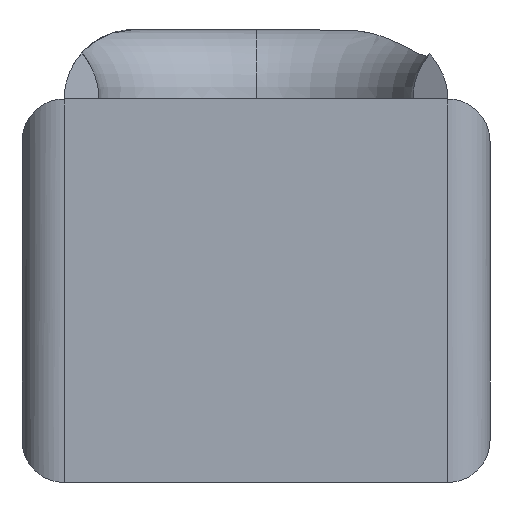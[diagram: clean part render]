
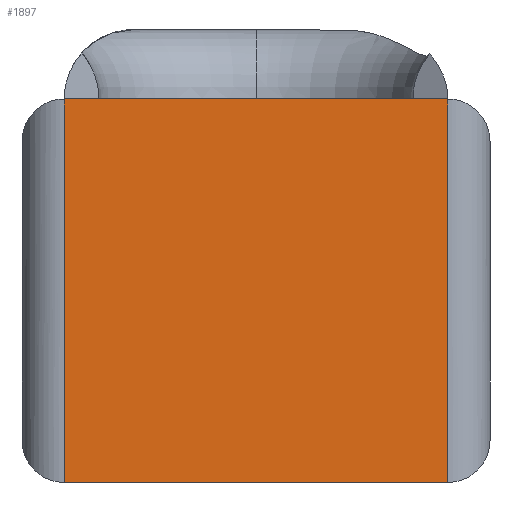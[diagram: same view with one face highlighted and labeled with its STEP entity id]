
A CAD part, left-side view. The second image highlights one B-rep face of the part: STEP entity #1897.
In plain terms, the highlighted planar face has unit normal (-1, 0, 0).
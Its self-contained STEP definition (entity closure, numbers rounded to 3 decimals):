
#18 = VECTOR ( 'NONE', #1983, 1000. ) ;
#71 = DIRECTION ( 'NONE',  ( 0., -1., 0. ) ) ;
#81 = LINE ( 'NONE', #1362, #449 ) ;
#113 = EDGE_CURVE ( 'NONE', #453, #1752, #81, .T. ) ;
#120 = CARTESIAN_POINT ( 'NONE',  ( -40., 6.35, -6.35 ) ) ;
#155 = LINE ( 'NONE', #1563, #1361 ) ;
#170 = ORIENTED_EDGE ( 'NONE', *, *, #443, .T. ) ;
#183 = PLANE ( 'NONE',  #1007 ) ;
#194 = ORIENTED_EDGE ( 'NONE', *, *, #737, .F. ) ;
#332 = DIRECTION ( 'NONE',  ( 0., 1., 0. ) ) ;
#439 = LINE ( 'NONE', #541, #18 ) ;
#443 = EDGE_CURVE ( 'NONE', #875, #1752, #155, .T. ) ;
#445 = DIRECTION ( 'NONE',  ( 0., -1., 0. ) ) ;
#449 = VECTOR ( 'NONE', #1126, 1000. ) ;
#453 = VERTEX_POINT ( 'NONE', #1721 ) ;
#541 = CARTESIAN_POINT ( 'NONE',  ( -40., 6.35, 6.35 ) ) ;
#614 = CARTESIAN_POINT ( 'NONE',  ( -40., -6.35, -6.35 ) ) ;
#648 = CARTESIAN_POINT ( 'NONE',  ( -40., 6.35, 6.35 ) ) ;
#710 = EDGE_CURVE ( 'NONE', #1106, #875, #439, .T. ) ;
#737 = EDGE_CURVE ( 'NONE', #1106, #453, #852, .T. ) ;
#827 = EDGE_LOOP ( 'NONE', ( #170, #1336, #194, #1301 ) ) ;
#852 = LINE ( 'NONE', #1174, #1873 ) ;
#875 = VERTEX_POINT ( 'NONE', #120 ) ;
#1007 = AXIS2_PLACEMENT_3D ( 'NONE', #648, #1282, #332 ) ;
#1106 = VERTEX_POINT ( 'NONE', #1481 ) ;
#1126 = DIRECTION ( 'NONE',  ( 0., 0., -1. ) ) ;
#1174 = CARTESIAN_POINT ( 'NONE',  ( -40., 6.35, 6.35 ) ) ;
#1282 = DIRECTION ( 'NONE',  ( 1., 0., 0. ) ) ;
#1301 = ORIENTED_EDGE ( 'NONE', *, *, #710, .T. ) ;
#1336 = ORIENTED_EDGE ( 'NONE', *, *, #113, .F. ) ;
#1361 = VECTOR ( 'NONE', #445, 1000. ) ;
#1362 = CARTESIAN_POINT ( 'NONE',  ( -40., -6.35, 6.35 ) ) ;
#1481 = CARTESIAN_POINT ( 'NONE',  ( -40., 6.35, 6.35 ) ) ;
#1563 = CARTESIAN_POINT ( 'NONE',  ( -40., 6.35, -6.35 ) ) ;
#1711 = FACE_OUTER_BOUND ( 'NONE', #827, .T. ) ;
#1721 = CARTESIAN_POINT ( 'NONE',  ( -40., -6.35, 6.35 ) ) ;
#1752 = VERTEX_POINT ( 'NONE', #614 ) ;
#1873 = VECTOR ( 'NONE', #71, 1000. ) ;
#1897 = ADVANCED_FACE ( 'NONE', ( #1711 ), #183, .F. ) ;
#1983 = DIRECTION ( 'NONE',  ( 0., 0., -1. ) ) ;
